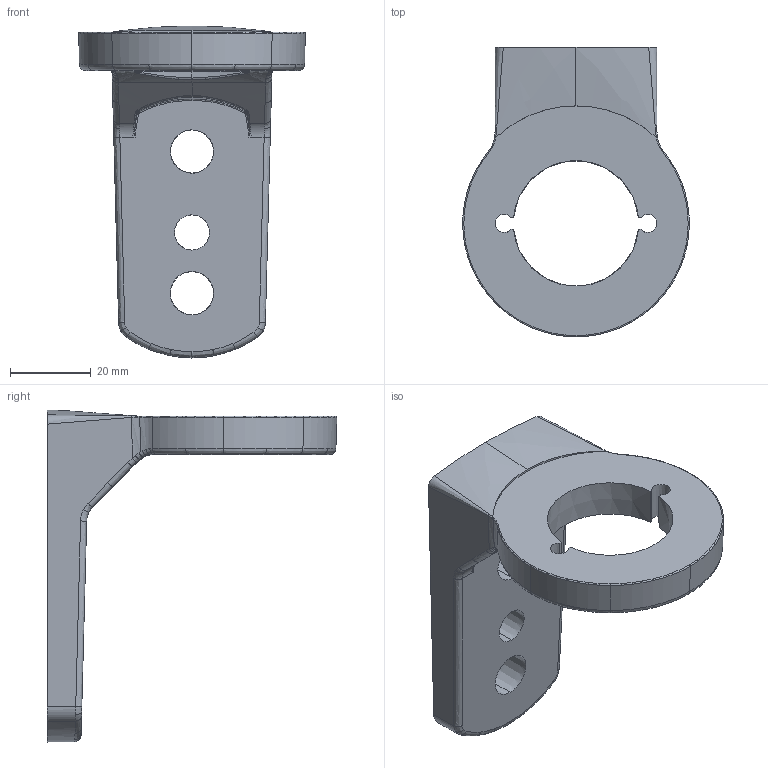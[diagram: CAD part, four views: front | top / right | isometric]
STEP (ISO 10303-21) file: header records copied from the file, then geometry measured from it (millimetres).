
FILE_DESCRIPTION (( 'STEP AP203' ), '1' );
FILE_NAME ('NE-002D.step', '2023-08-30T19:21:18', ( '' ), ( '' ), 'SwSTEP 2.0', 'SolidWorks 2021', '' );
FILE_SCHEMA (( 'CONFIG_CONTROL_DESIGN' ));
Length unit declared in the file: inch
Products named in the file (1): NE-002D
Bounding box: 55.98 x 71.49 x 82 mm (x, y, z)
Volume: 48043.9 mm3; surface area: 14453.1 mm2
Topology: 1 solids, 1 shells, 240 faces, 827 edges, 589 vertices
Faces by surface type: bspline 219, cone 11, plane 10
Entity records: 14351 total; most frequent: CARTESIAN_POINT 9171, ORIENTED_EDGE 1654, EDGE_CURVE 827, B_SPLINE_CURVE_WITH_KNOTS 747, VERTEX_POINT 589, EDGE_LOOP 248, ADVANCED_FACE 240, FACE_OUTER_BOUND 240
